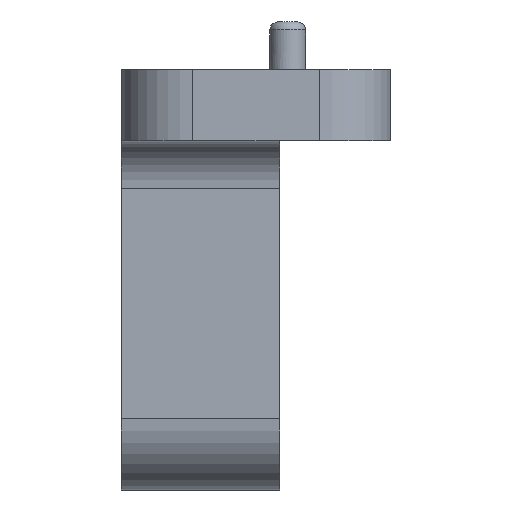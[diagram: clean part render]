
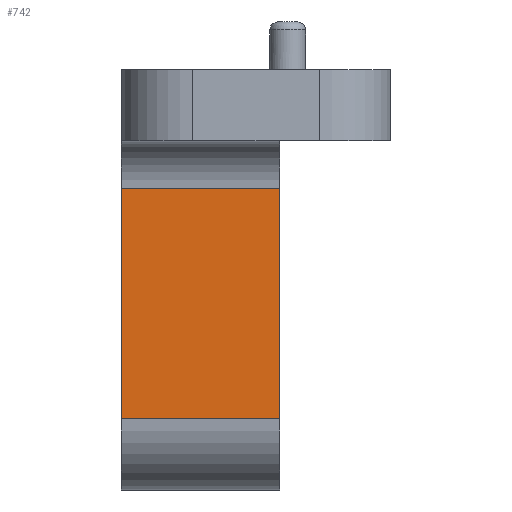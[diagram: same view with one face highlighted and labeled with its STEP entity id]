
A CAD part, front view. The second image highlights one B-rep face of the part: STEP entity #742.
In plain terms, the highlighted planar face has unit normal (0, -1, 0).
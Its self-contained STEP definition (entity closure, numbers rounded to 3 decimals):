
#58=PLANE('',#835);
#97=FACE_OUTER_BOUND('',#140,.T.);
#140=EDGE_LOOP('',(#660,#661,#662,#663));
#164=LINE('',#1117,#228);
#170=LINE('',#1141,#234);
#175=LINE('',#1151,#239);
#210=LINE('',#1314,#274);
#228=VECTOR('',#892,10.);
#234=VECTOR('',#914,10.);
#239=VECTOR('',#923,10.);
#274=VECTOR('',#1052,10.);
#334=VERTEX_POINT('',#1110);
#337=VERTEX_POINT('',#1115);
#346=VERTEX_POINT('',#1137);
#347=VERTEX_POINT('',#1139);
#412=EDGE_CURVE('',#337,#334,#164,.T.);
#424=EDGE_CURVE('',#347,#346,#170,.T.);
#430=EDGE_CURVE('',#334,#347,#175,.T.);
#490=EDGE_CURVE('',#346,#337,#210,.T.);
#660=ORIENTED_EDGE('',*,*,#412,.F.);
#661=ORIENTED_EDGE('',*,*,#490,.F.);
#662=ORIENTED_EDGE('',*,*,#424,.F.);
#663=ORIENTED_EDGE('',*,*,#430,.F.);
#742=ADVANCED_FACE('',(#97),#58,.T.);
#835=AXIS2_PLACEMENT_3D('',#1313,#1050,#1051);
#892=DIRECTION('',(1.,0.,0.));
#914=DIRECTION('',(-1.,0.,0.));
#923=DIRECTION('',(0.,0.,-1.));
#1050=DIRECTION('center_axis',(0.,-1.,0.));
#1051=DIRECTION('ref_axis',(-1.,0.,0.));
#1052=DIRECTION('',(0.,0.,1.));
#1110=CARTESIAN_POINT('',(-10.5,-26.5,48.));
#1115=CARTESIAN_POINT('',(-20.5,-26.5,48.));
#1117=CARTESIAN_POINT('',(-10.5,-26.5,48.));
#1137=CARTESIAN_POINT('',(-20.5,-26.5,33.5));
#1139=CARTESIAN_POINT('',(-10.5,-26.5,33.5));
#1141=CARTESIAN_POINT('',(-13.,-26.5,33.5));
#1151=CARTESIAN_POINT('',(-10.5,-26.5,32.));
#1313=CARTESIAN_POINT('Origin',(-10.5,-26.5,32.));
#1314=CARTESIAN_POINT('',(-20.5,-26.5,32.));
